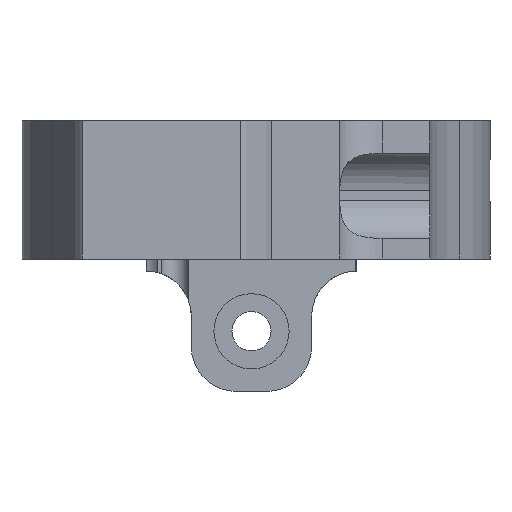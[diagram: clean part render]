
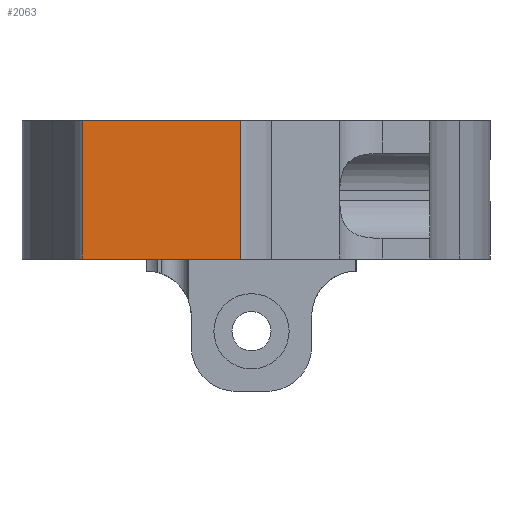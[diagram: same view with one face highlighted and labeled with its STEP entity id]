
A CAD part, left-side view. The second image highlights one B-rep face of the part: STEP entity #2063.
In plain terms, the highlighted planar face has unit normal (-1, 0, 0).
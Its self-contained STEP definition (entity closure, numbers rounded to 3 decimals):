
#274=FACE_OUTER_BOUND('',#414,.T.);
#414=EDGE_LOOP('',(#1881,#1882,#1883,#1884));
#450=LINE('',#2959,#656);
#510=LINE('',#3149,#716);
#619=LINE('',#3477,#825);
#620=LINE('',#3479,#826);
#656=VECTOR('',#2343,10.);
#716=VECTOR('',#2517,10.);
#825=VECTOR('',#2832,10.);
#826=VECTOR('',#2835,10.);
#863=VERTEX_POINT('',#2956);
#864=VERTEX_POINT('',#2958);
#936=VERTEX_POINT('',#3146);
#937=VERTEX_POINT('',#3148);
#1063=EDGE_CURVE('',#864,#863,#450,.T.);
#1157=EDGE_CURVE('',#936,#937,#510,.T.);
#1305=EDGE_CURVE('',#864,#936,#619,.T.);
#1306=EDGE_CURVE('',#863,#937,#620,.T.);
#1881=ORIENTED_EDGE('',*,*,#1063,.T.);
#1882=ORIENTED_EDGE('',*,*,#1306,.T.);
#1883=ORIENTED_EDGE('',*,*,#1157,.F.);
#1884=ORIENTED_EDGE('',*,*,#1305,.F.);
#1955=PLANE('',#2263);
#2063=ADVANCED_FACE('',(#274),#1955,.T.);
#2263=AXIS2_PLACEMENT_3D('',#3483,#2842,#2843);
#2343=DIRECTION('',(0.,-1.,0.));
#2517=DIRECTION('',(0.,-1.,0.));
#2832=DIRECTION('',(0.,0.,1.));
#2835=DIRECTION('',(0.,0.,1.));
#2842=DIRECTION('center_axis',(-1.,0.,0.));
#2843=DIRECTION('ref_axis',(0.,-1.,0.));
#2956=CARTESIAN_POINT('',(-23.5,3.025,14.475));
#2958=CARTESIAN_POINT('',(-23.5,8.3,14.475));
#2959=CARTESIAN_POINT('',(-23.5,5.412,14.475));
#3146=CARTESIAN_POINT('',(-23.5,8.3,19.075));
#3148=CARTESIAN_POINT('',(-23.5,3.025,19.075));
#3149=CARTESIAN_POINT('',(-23.5,8.3,19.075));
#3477=CARTESIAN_POINT('',(-23.5,8.3,14.075));
#3479=CARTESIAN_POINT('',(-23.5,3.025,16.575));
#3483=CARTESIAN_POINT('Origin',(-23.5,8.3,14.075));
